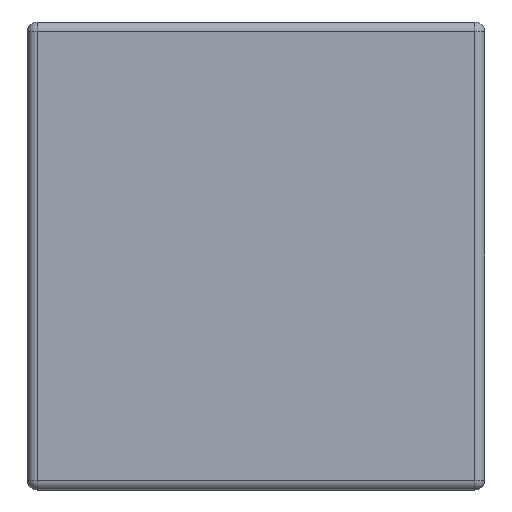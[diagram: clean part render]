
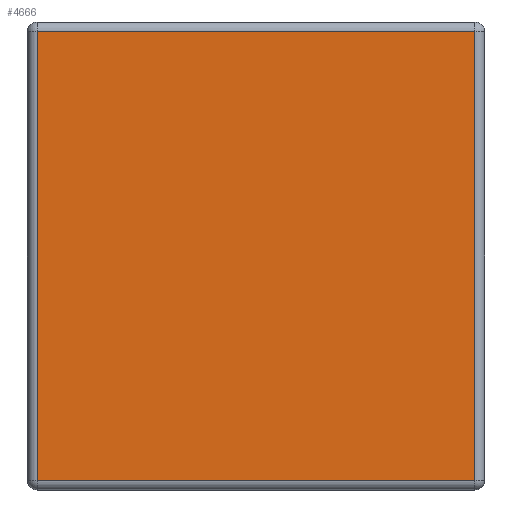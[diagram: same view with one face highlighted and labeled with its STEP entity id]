
A CAD part, left-side view. The second image highlights one B-rep face of the part: STEP entity #4666.
In plain terms, the highlighted planar face has unit normal (-1, 0, 0).
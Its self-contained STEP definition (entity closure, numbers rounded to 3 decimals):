
#86 = CARTESIAN_POINT ( 'NONE',  ( 0., 2.104, -2.2 ) ) ;
#192 = EDGE_CURVE ( 'NONE', #1917, #2926, #1672, .T. ) ;
#259 = EDGE_CURVE ( 'NONE', #2926, #2142, #2060, .T. ) ;
#310 = CARTESIAN_POINT ( 'NONE',  ( 0., 2.104, -0.046 ) ) ;
#551 = ORIENTED_EDGE ( 'NONE', *, *, #192, .T. ) ;
#641 = CARTESIAN_POINT ( 'NONE',  ( 0., 0., 0. ) ) ;
#650 = LINE ( 'NONE', #1097, #4554 ) ;
#754 = EDGE_CURVE ( 'NONE', #2142, #3976, #650, .T. ) ;
#845 = CARTESIAN_POINT ( 'NONE',  ( 0., 2.15, -0.046 ) ) ;
#916 = CARTESIAN_POINT ( 'NONE',  ( 0., 0.046, -0.046 ) ) ;
#1097 = CARTESIAN_POINT ( 'NONE',  ( 0., 0.046, 0. ) ) ;
#1151 = DIRECTION ( 'NONE',  ( 0., 0., -1. ) ) ;
#1362 = DIRECTION ( 'NONE',  ( 0., 0., 1. ) ) ;
#1573 = DIRECTION ( 'NONE',  ( 0., 1., 0. ) ) ;
#1600 = FACE_OUTER_BOUND ( 'NONE', #3257, .T. ) ;
#1672 = LINE ( 'NONE', #86, #2355 ) ;
#1752 = DIRECTION ( 'NONE',  ( -1., 0., 0. ) ) ;
#1774 = EDGE_CURVE ( 'NONE', #3976, #1917, #2899, .T. ) ;
#1829 = CARTESIAN_POINT ( 'NONE',  ( 0., 0.046, -2.154 ) ) ;
#1857 = ORIENTED_EDGE ( 'NONE', *, *, #754, .T. ) ;
#1917 = VERTEX_POINT ( 'NONE', #310 ) ;
#1924 = DIRECTION ( 'NONE',  ( 0., -1., 0. ) ) ;
#1928 = VECTOR ( 'NONE', #1573, 1000. ) ;
#2060 = LINE ( 'NONE', #3400, #4558 ) ;
#2142 = VERTEX_POINT ( 'NONE', #1829 ) ;
#2284 = AXIS2_PLACEMENT_3D ( 'NONE', #641, #1752, #3797 ) ;
#2355 = VECTOR ( 'NONE', #1151, 1000. ) ;
#2899 = LINE ( 'NONE', #845, #1928 ) ;
#2926 = VERTEX_POINT ( 'NONE', #3621 ) ;
#2990 = ORIENTED_EDGE ( 'NONE', *, *, #1774, .T. ) ;
#3058 = PLANE ( 'NONE',  #2284 ) ;
#3257 = EDGE_LOOP ( 'NONE', ( #4405, #1857, #2990, #551 ) ) ;
#3400 = CARTESIAN_POINT ( 'NONE',  ( 0., 0., -2.154 ) ) ;
#3621 = CARTESIAN_POINT ( 'NONE',  ( 0., 2.104, -2.154 ) ) ;
#3797 = DIRECTION ( 'NONE',  ( 0., 0., 1. ) ) ;
#3976 = VERTEX_POINT ( 'NONE', #916 ) ;
#4405 = ORIENTED_EDGE ( 'NONE', *, *, #259, .T. ) ;
#4554 = VECTOR ( 'NONE', #1362, 1000. ) ;
#4558 = VECTOR ( 'NONE', #1924, 1000. ) ;
#4666 = ADVANCED_FACE ( 'NONE', ( #1600 ), #3058, .T. ) ;
